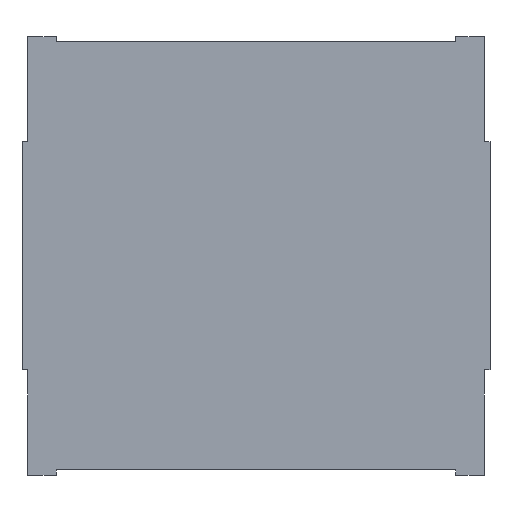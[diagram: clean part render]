
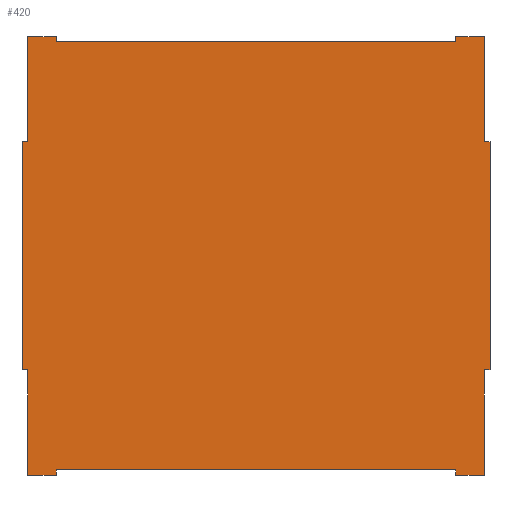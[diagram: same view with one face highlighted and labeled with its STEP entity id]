
A CAD part, front view. The second image highlights one B-rep face of the part: STEP entity #420.
In plain terms, the highlighted planar face has unit normal (0, -1, 0).
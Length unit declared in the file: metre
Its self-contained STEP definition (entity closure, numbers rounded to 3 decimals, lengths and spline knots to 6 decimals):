
#20=ORIENTED_EDGE('',*,*,#140,.F.);
#21=ORIENTED_EDGE('',*,*,#135,.T.);
#22=ORIENTED_EDGE('',*,*,#141,.F.);
#23=ORIENTED_EDGE('',*,*,#142,.T.);
#24=ORIENTED_EDGE('',*,*,#143,.F.);
#25=ORIENTED_EDGE('',*,*,#144,.F.);
#26=ORIENTED_EDGE('',*,*,#138,.F.);
#27=ORIENTED_EDGE('',*,*,#145,.T.);
#28=ORIENTED_EDGE('',*,*,#146,.T.);
#29=ORIENTED_EDGE('',*,*,#147,.F.);
#30=ORIENTED_EDGE('',*,*,#148,.F.);
#31=ORIENTED_EDGE('',*,*,#149,.F.);
#32=ORIENTED_EDGE('',*,*,#150,.T.);
#33=ORIENTED_EDGE('',*,*,#151,.T.);
#34=ORIENTED_EDGE('',*,*,#152,.T.);
#35=ORIENTED_EDGE('',*,*,#153,.F.);
#36=ORIENTED_EDGE('',*,*,#154,.T.);
#37=ORIENTED_EDGE('',*,*,#155,.T.);
#38=ORIENTED_EDGE('',*,*,#156,.T.);
#39=ORIENTED_EDGE('',*,*,#157,.T.);
#135=EDGE_CURVE('',#193,#195,#235,.T.);
#138=EDGE_CURVE('',#198,#199,#238,.T.);
#140=EDGE_CURVE('',#193,#200,#240,.T.);
#141=EDGE_CURVE('',#201,#195,#241,.T.);
#142=EDGE_CURVE('',#201,#202,#242,.T.);
#143=EDGE_CURVE('',#203,#202,#243,.T.);
#144=EDGE_CURVE('',#199,#203,#244,.T.);
#145=EDGE_CURVE('',#198,#204,#245,.T.);
#146=EDGE_CURVE('',#204,#205,#246,.T.);
#147=EDGE_CURVE('',#206,#205,#247,.T.);
#148=EDGE_CURVE('',#207,#206,#248,.T.);
#149=EDGE_CURVE('',#208,#207,#249,.T.);
#150=EDGE_CURVE('',#208,#209,#250,.T.);
#151=EDGE_CURVE('',#209,#210,#251,.T.);
#152=EDGE_CURVE('',#210,#211,#252,.T.);
#153=EDGE_CURVE('',#212,#211,#253,.T.);
#154=EDGE_CURVE('',#212,#213,#254,.T.);
#155=EDGE_CURVE('',#213,#214,#255,.T.);
#156=EDGE_CURVE('',#214,#215,#256,.T.);
#157=EDGE_CURVE('',#215,#200,#257,.T.);
#193=VERTEX_POINT('',#585);
#195=VERTEX_POINT('',#589);
#198=VERTEX_POINT('',#596);
#199=VERTEX_POINT('',#598);
#200=VERTEX_POINT('',#602);
#201=VERTEX_POINT('',#604);
#202=VERTEX_POINT('',#606);
#203=VERTEX_POINT('',#608);
#204=VERTEX_POINT('',#611);
#205=VERTEX_POINT('',#613);
#206=VERTEX_POINT('',#615);
#207=VERTEX_POINT('',#617);
#208=VERTEX_POINT('',#619);
#209=VERTEX_POINT('',#621);
#210=VERTEX_POINT('',#623);
#211=VERTEX_POINT('',#625);
#212=VERTEX_POINT('',#627);
#213=VERTEX_POINT('',#629);
#214=VERTEX_POINT('',#631);
#215=VERTEX_POINT('',#633);
#235=LINE('',#590,#295);
#238=LINE('',#597,#298);
#240=LINE('',#601,#300);
#241=LINE('',#603,#301);
#242=LINE('',#605,#302);
#243=LINE('',#607,#303);
#244=LINE('',#609,#304);
#245=LINE('',#610,#305);
#246=LINE('',#612,#306);
#247=LINE('',#614,#307);
#248=LINE('',#616,#308);
#249=LINE('',#618,#309);
#250=LINE('',#620,#310);
#251=LINE('',#622,#311);
#252=LINE('',#624,#312);
#253=LINE('',#626,#313);
#254=LINE('',#628,#314);
#255=LINE('',#630,#315);
#256=LINE('',#632,#316);
#257=LINE('',#634,#317);
#295=VECTOR('',#482,1.);
#298=VECTOR('',#487,1.);
#300=VECTOR('',#491,1.);
#301=VECTOR('',#492,1.);
#302=VECTOR('',#493,1.);
#303=VECTOR('',#494,1.);
#304=VECTOR('',#495,1.);
#305=VECTOR('',#496,1.);
#306=VECTOR('',#497,1.);
#307=VECTOR('',#498,1.);
#308=VECTOR('',#499,1.);
#309=VECTOR('',#500,1.);
#310=VECTOR('',#501,1.);
#311=VECTOR('',#502,1.);
#312=VECTOR('',#503,1.);
#313=VECTOR('',#504,1.);
#314=VECTOR('',#505,1.);
#315=VECTOR('',#506,1.);
#316=VECTOR('',#507,1.);
#317=VECTOR('',#508,1.);
#354=EDGE_LOOP('',(#20,#21,#22,#23,#24,#25,#26,#27,#28,#29,#30,#31,#32,
#33,#34,#35,#36,#37,#38,#39));
#376=FACE_BOUND('',#354,.T.);
#398=PLANE('',#455);
#420=ADVANCED_FACE('',(#376),#398,.T.);
#455=AXIS2_PLACEMENT_3D('',#600,#489,#490);
#482=DIRECTION('',(1.,0.,0.));
#487=DIRECTION('',(0.,0.,-1.));
#489=DIRECTION('',(0.,-1.,0.));
#490=DIRECTION('',(1.,0.,0.));
#491=DIRECTION('',(0.,0.,1.));
#492=DIRECTION('',(0.,0.,-1.));
#493=DIRECTION('',(1.,0.,0.));
#494=DIRECTION('',(0.,0.,-1.));
#495=DIRECTION('',(1.,0.,0.));
#496=DIRECTION('',(-1.,0.,0.));
#497=DIRECTION('',(0.,0.,-1.));
#498=DIRECTION('',(1.,0.,0.));
#499=DIRECTION('',(0.,0.,-1.));
#500=DIRECTION('',(1.,0.,0.));
#501=DIRECTION('',(0.,0.,-1.));
#502=DIRECTION('',(-1.,0.,0.));
#503=DIRECTION('',(0.,0.,-1.));
#504=DIRECTION('',(-1.,0.,0.));
#505=DIRECTION('',(0.,0.,-1.));
#506=DIRECTION('',(1.,0.,0.));
#507=DIRECTION('',(0.,0.,1.));
#508=DIRECTION('',(1.,0.,0.));
#585=CARTESIAN_POINT('',(0.175,-0.005,-0.1925));
#589=CARTESIAN_POINT('',(0.2,-0.005,-0.1925));
#590=CARTESIAN_POINT('',(0.,-0.005,-0.1925));
#596=CARTESIAN_POINT('',(0.2,-0.005,0.192));
#597=CARTESIAN_POINT('',(0.2,-0.005,0.));
#598=CARTESIAN_POINT('',(0.2,-0.005,0.1));
#600=CARTESIAN_POINT('',(0.,-0.005,0.));
#601=CARTESIAN_POINT('',(0.175,-0.005,-0.19));
#602=CARTESIAN_POINT('',(0.175,-0.005,-0.1875));
#603=CARTESIAN_POINT('',(0.2,-0.005,0.));
#604=CARTESIAN_POINT('',(0.2,-0.005,-0.1));
#605=CARTESIAN_POINT('',(0.2025,-0.005,-0.1));
#606=CARTESIAN_POINT('',(0.205,-0.005,-0.1));
#607=CARTESIAN_POINT('',(0.205,-0.005,0.));
#608=CARTESIAN_POINT('',(0.205,-0.005,0.1));
#609=CARTESIAN_POINT('',(0.2025,-0.005,0.1));
#610=CARTESIAN_POINT('',(0.1875,-0.005,0.192));
#611=CARTESIAN_POINT('',(0.175,-0.005,0.192));
#612=CARTESIAN_POINT('',(0.175,-0.005,0.19));
#613=CARTESIAN_POINT('',(0.175,-0.005,0.1875));
#614=CARTESIAN_POINT('',(0.,-0.005,0.1875));
#615=CARTESIAN_POINT('',(-0.175,-0.005,0.1875));
#616=CARTESIAN_POINT('',(-0.175,-0.005,0.19));
#617=CARTESIAN_POINT('',(-0.175,-0.005,0.192));
#618=CARTESIAN_POINT('',(-0.1875,-0.005,0.192));
#619=CARTESIAN_POINT('',(-0.2,-0.005,0.192));
#620=CARTESIAN_POINT('',(-0.2,-0.005,0.));
#621=CARTESIAN_POINT('',(-0.2,-0.005,0.1));
#622=CARTESIAN_POINT('',(-0.2025,-0.005,0.1));
#623=CARTESIAN_POINT('',(-0.205,-0.005,0.1));
#624=CARTESIAN_POINT('',(-0.205,-0.005,0.));
#625=CARTESIAN_POINT('',(-0.205,-0.005,-0.1));
#626=CARTESIAN_POINT('',(-0.2025,-0.005,-0.1));
#627=CARTESIAN_POINT('',(-0.2,-0.005,-0.1));
#628=CARTESIAN_POINT('',(-0.2,-0.005,0.));
#629=CARTESIAN_POINT('',(-0.2,-0.005,-0.1925));
#630=CARTESIAN_POINT('',(0.,-0.005,-0.1925));
#631=CARTESIAN_POINT('',(-0.175,-0.005,-0.1925));
#632=CARTESIAN_POINT('',(-0.175,-0.005,-0.19));
#633=CARTESIAN_POINT('',(-0.175,-0.005,-0.1875));
#634=CARTESIAN_POINT('',(0.,-0.005,-0.1875));
